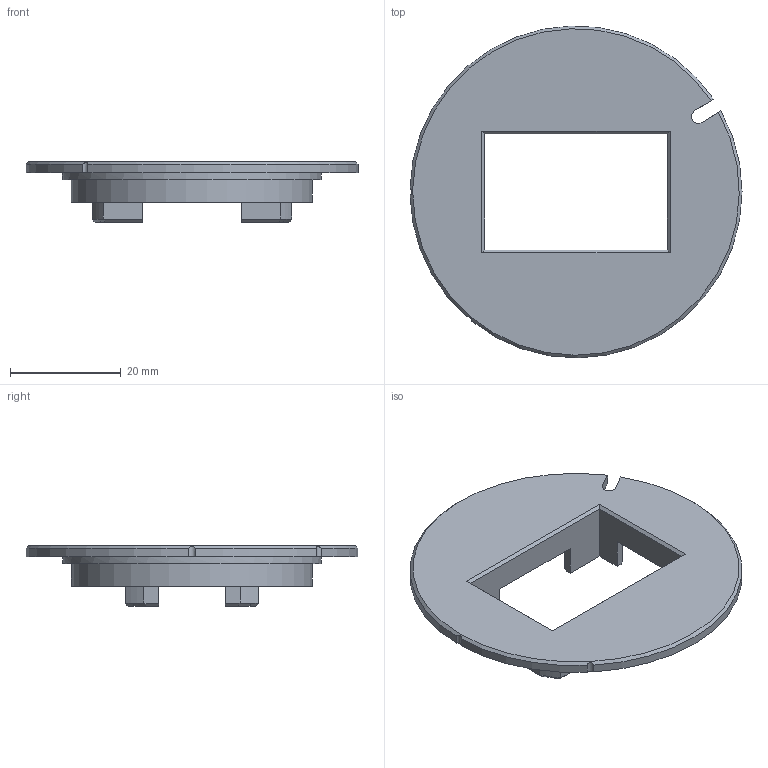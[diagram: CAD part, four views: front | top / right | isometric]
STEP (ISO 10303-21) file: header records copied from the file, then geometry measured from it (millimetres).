
FILE_DESCRIPTION(('HOOPS Exchange Step'),'2;1');
FILE_NAME('temp_export','2023-06-13T19:31:58-04:00',('gmoua'),('Shapr3D Limited'),'HOOPS Exchange 2022.2','Shapr3D','Authorized');
FILE_SCHEMA( ('AUTOMOTIVE_DESIGN { 1 0 10303 214 1 1 1 1 }') );
Length unit declared in the file: millimetre
Products named in the file (1): E Mount Checker
Bounding box: 59.99 x 59.98 x 11 mm (x, y, z)
Volume: 8098.6 mm3; surface area: 6678.3 mm2
Topology: 1 solids, 1 shells, 75 faces, 206 edges, 135 vertices
Faces by surface type: plane 50, cylinder 19, cone 6
Full cylindrical faces by diameter (mm): 43.6 x1, 46.8 x1
Entity records: 2520 total; most frequent: CARTESIAN_POINT 567, ORIENTED_EDGE 412, DIRECTION 380, EDGE_CURVE 206, VERTEX_POINT 135, AXIS2_PLACEMENT_3D 127, VECTOR 126, LINE 126
